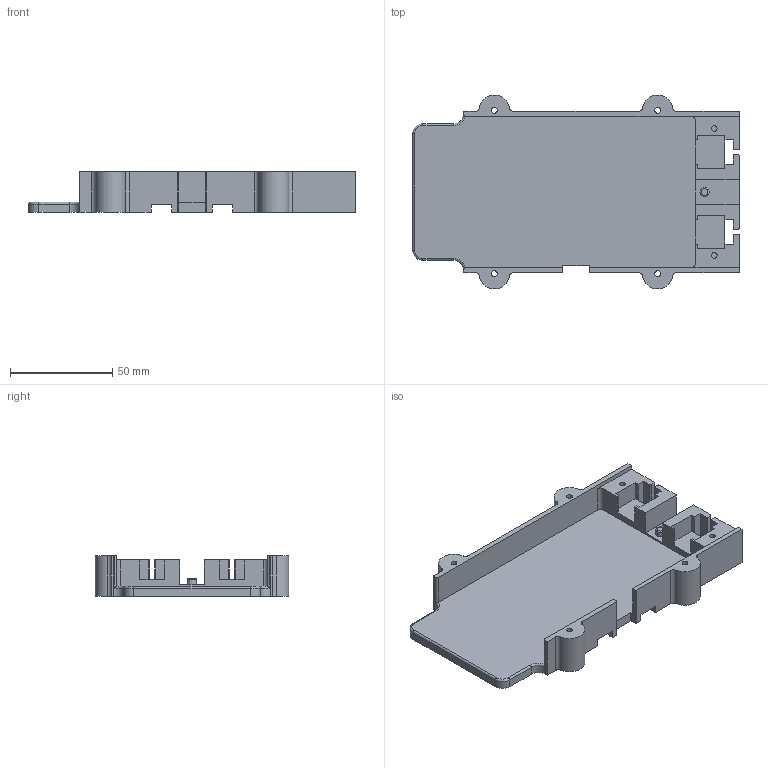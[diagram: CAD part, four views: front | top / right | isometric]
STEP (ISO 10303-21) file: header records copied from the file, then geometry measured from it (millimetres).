
FILE_DESCRIPTION (( 'STEP AP214' ), '1' );
FILE_NAME ('Battery_Compartment_Main.STEP', '2023-03-20T17:01:35', ( '' ), ( '' ), 'SwSTEP 2.0', 'SolidWorks 2019', '' );
FILE_SCHEMA (( 'AUTOMOTIVE_DESIGN' ));
Length unit declared in the file: millimetre
Products named in the file (1): Battery_Compartment_Main
Bounding box: 160 x 94.95 x 20 mm (x, y, z)
Volume: 75275.8 mm3; surface area: 40996.2 mm2
Topology: 1 solids, 1 shells, 133 faces, 374 edges, 246 vertices
Faces by surface type: plane 81, cylinder 47, torus 5
Full cylindrical faces by diameter (mm): 2.8 x6, 4.5 x1
Entity records: 4304 total; most frequent: CARTESIAN_POINT 762, DIRECTION 732, ORIENTED_EDGE 730, EDGE_CURVE 365, VECTOR 262, LINE 262, VERTEX_POINT 245, AXIS2_PLACEMENT_3D 235
